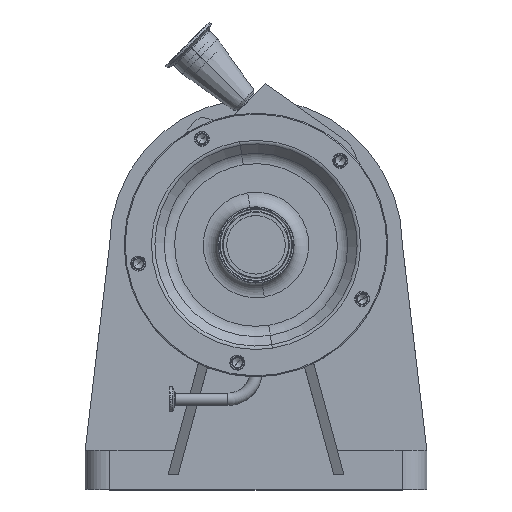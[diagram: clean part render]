
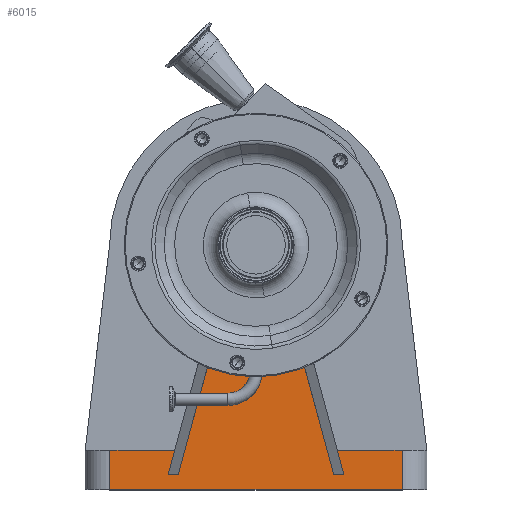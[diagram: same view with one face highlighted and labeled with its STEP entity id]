
A CAD part, top view. The second image highlights one B-rep face of the part: STEP entity #6015.
In plain terms, the highlighted planar face has unit normal (0, 0, 1).
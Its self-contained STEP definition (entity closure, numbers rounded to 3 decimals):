
#22 = DIRECTION ( 'NONE',  ( -1., 0., 0. ) ) ;
#241 = VERTEX_POINT ( 'NONE', #2461 ) ;
#408 = DIRECTION ( 'NONE',  ( 0.262, 0.965, 0. ) ) ;
#653 = VECTOR ( 'NONE', #10229, 1000. ) ;
#748 = VERTEX_POINT ( 'NONE', #9283 ) ;
#759 = LINE ( 'NONE', #11234, #3160 ) ;
#967 = CARTESIAN_POINT ( 'NONE',  ( 0., 15., -80. ) ) ;
#992 = ORIENTED_EDGE ( 'NONE', *, *, #8306, .T. ) ;
#1045 = CARTESIAN_POINT ( 'NONE',  ( 0., 250., -80. ) ) ;
#1064 = CARTESIAN_POINT ( 'NONE',  ( 83.204, 40., -80. ) ) ;
#1207 = VECTOR ( 'NONE', #1658, 1000. ) ;
#1539 = VECTOR ( 'NONE', #10962, 1000. ) ;
#1602 = CARTESIAN_POINT ( 'NONE',  ( -149.6, 40., -80. ) ) ;
#1658 = DIRECTION ( 'NONE',  ( 0., -1., 0. ) ) ;
#1665 = CARTESIAN_POINT ( 'NONE',  ( 149.6, 40., -80. ) ) ;
#2044 = VERTEX_POINT ( 'NONE', #1064 ) ;
#2100 = VECTOR ( 'NONE', #2455, 1000. ) ;
#2244 = VERTEX_POINT ( 'NONE', #3430 ) ;
#2274 = LINE ( 'NONE', #9870, #3219 ) ;
#2324 = LINE ( 'NONE', #6115, #2912 ) ;
#2419 = LINE ( 'NONE', #5206, #8028 ) ;
#2422 = ORIENTED_EDGE ( 'NONE', *, *, #11407, .T. ) ;
#2455 = DIRECTION ( 'NONE',  ( 1., 0., 0. ) ) ;
#2461 = CARTESIAN_POINT ( 'NONE',  ( -149.6, 0., -80. ) ) ;
#2480 = CARTESIAN_POINT ( 'NONE',  ( 90., 15., -80. ) ) ;
#2501 = CARTESIAN_POINT ( 'NONE',  ( -149.6, 40., -80. ) ) ;
#2873 = ORIENTED_EDGE ( 'NONE', *, *, #7085, .F. ) ;
#2912 = VECTOR ( 'NONE', #408, 1000. ) ;
#3098 = CIRCLE ( 'NONE', #10757, 100. ) ;
#3160 = VECTOR ( 'NONE', #6595, 1000. ) ;
#3219 = VECTOR ( 'NONE', #6889, 1000. ) ;
#3289 = VECTOR ( 'NONE', #5818, 1000. ) ;
#3430 = CARTESIAN_POINT ( 'NONE',  ( 149.6, 40., -80. ) ) ;
#3657 = EDGE_CURVE ( 'NONE', #10504, #8932, #4525, .T. ) ;
#3748 = EDGE_LOOP ( 'NONE', ( #992, #4646, #6695, #11032, #2422, #9578, #2873, #4061, #7347, #6529, #7766, #5585 ) ) ;
#3768 = VERTEX_POINT ( 'NONE', #2501 ) ;
#3770 = DIRECTION ( 'NONE',  ( 1., 0., 0. ) ) ;
#4061 = ORIENTED_EDGE ( 'NONE', *, *, #6700, .F. ) ;
#4383 = AXIS2_PLACEMENT_3D ( 'NONE', #1665, #5444, #8231 ) ;
#4465 = CARTESIAN_POINT ( 'NONE',  ( -90., 15., -80. ) ) ;
#4525 = LINE ( 'NONE', #4465, #653 ) ;
#4611 = CARTESIAN_POINT ( 'NONE',  ( 40.6, 158.613, -80. ) ) ;
#4646 = ORIENTED_EDGE ( 'NONE', *, *, #3657, .F. ) ;
#4923 = EDGE_CURVE ( 'NONE', #3768, #748, #10133, .T. ) ;
#4935 = EDGE_CURVE ( 'NONE', #2044, #7148, #759, .T. ) ;
#5206 = CARTESIAN_POINT ( 'NONE',  ( 149.6, 40., -80. ) ) ;
#5444 = DIRECTION ( 'NONE',  ( 0., 0., -1. ) ) ;
#5526 = VECTOR ( 'NONE', #9340, 1000. ) ;
#5585 = ORIENTED_EDGE ( 'NONE', *, *, #7301, .T. ) ;
#5818 = DIRECTION ( 'NONE',  ( 1., 0., 0. ) ) ;
#5863 = EDGE_CURVE ( 'NONE', #9109, #7811, #2274, .T. ) ;
#6015 = ADVANCED_FACE ( 'NONE', ( #7250 ), #10966, .F. ) ;
#6027 = VERTEX_POINT ( 'NONE', #12023 ) ;
#6115 = CARTESIAN_POINT ( 'NONE',  ( -67.186, 98.928, -80. ) ) ;
#6319 = CARTESIAN_POINT ( 'NONE',  ( -40.6, 158.613, -80. ) ) ;
#6529 = ORIENTED_EDGE ( 'NONE', *, *, #11579, .F. ) ;
#6584 = LINE ( 'NONE', #11411, #3289 ) ;
#6595 = DIRECTION ( 'NONE',  ( 0.262, -0.965, 0. ) ) ;
#6640 = EDGE_CURVE ( 'NONE', #10504, #748, #2324, .T. ) ;
#6641 = DIRECTION ( 'NONE',  ( 0., 0., -1. ) ) ;
#6695 = ORIENTED_EDGE ( 'NONE', *, *, #6640, .T. ) ;
#6700 = EDGE_CURVE ( 'NONE', #2044, #2244, #8948, .T. ) ;
#6889 = DIRECTION ( 'NONE',  ( -0.262, 0.965, 0. ) ) ;
#6900 = CARTESIAN_POINT ( 'NONE',  ( 79.637, 15., -80. ) ) ;
#7085 = EDGE_CURVE ( 'NONE', #2244, #6027, #2419, .T. ) ;
#7148 = VERTEX_POINT ( 'NONE', #2480 ) ;
#7234 = CARTESIAN_POINT ( 'NONE',  ( 149.6, 40., -80. ) ) ;
#7243 = LINE ( 'NONE', #1602, #1207 ) ;
#7249 = EDGE_CURVE ( 'NONE', #241, #6027, #6584, .T. ) ;
#7250 = FACE_OUTER_BOUND ( 'NONE', #3748, .T. ) ;
#7301 = EDGE_CURVE ( 'NONE', #7811, #11537, #3098, .T. ) ;
#7347 = ORIENTED_EDGE ( 'NONE', *, *, #4935, .T. ) ;
#7766 = ORIENTED_EDGE ( 'NONE', *, *, #5863, .T. ) ;
#7811 = VERTEX_POINT ( 'NONE', #4611 ) ;
#8028 = VECTOR ( 'NONE', #9031, 1000. ) ;
#8231 = DIRECTION ( 'NONE',  ( -1., 0., 0. ) ) ;
#8306 = EDGE_CURVE ( 'NONE', #11537, #8932, #11833, .T. ) ;
#8334 = VECTOR ( 'NONE', #3770, 1000. ) ;
#8932 = VERTEX_POINT ( 'NONE', #9285 ) ;
#8948 = LINE ( 'NONE', #7234, #2100 ) ;
#9031 = DIRECTION ( 'NONE',  ( 0., -1., 0. ) ) ;
#9109 = VERTEX_POINT ( 'NONE', #6900 ) ;
#9214 = CARTESIAN_POINT ( 'NONE',  ( 149.6, 40., -80. ) ) ;
#9283 = CARTESIAN_POINT ( 'NONE',  ( -83.204, 40., -80. ) ) ;
#9285 = CARTESIAN_POINT ( 'NONE',  ( -79.637, 15., -80. ) ) ;
#9340 = DIRECTION ( 'NONE',  ( 1., 0., 0. ) ) ;
#9578 = ORIENTED_EDGE ( 'NONE', *, *, #7249, .T. ) ;
#9870 = CARTESIAN_POINT ( 'NONE',  ( 80.35, 12.377, -80. ) ) ;
#10133 = LINE ( 'NONE', #9214, #5526 ) ;
#10229 = DIRECTION ( 'NONE',  ( 1., 0., 0. ) ) ;
#10333 = LINE ( 'NONE', #967, #8334 ) ;
#10504 = VERTEX_POINT ( 'NONE', #11515 ) ;
#10520 = CARTESIAN_POINT ( 'NONE',  ( -40.6, 158.613, -80. ) ) ;
#10757 = AXIS2_PLACEMENT_3D ( 'NONE', #1045, #6641, #22 ) ;
#10962 = DIRECTION ( 'NONE',  ( -0.262, -0.965, 0. ) ) ;
#10966 = PLANE ( 'NONE',  #4383 ) ;
#11032 = ORIENTED_EDGE ( 'NONE', *, *, #4923, .F. ) ;
#11234 = CARTESIAN_POINT ( 'NONE',  ( 87.773, 23.194, -80. ) ) ;
#11407 = EDGE_CURVE ( 'NONE', #3768, #241, #7243, .T. ) ;
#11411 = CARTESIAN_POINT ( 'NONE',  ( 149.6, 0., -80. ) ) ;
#11515 = CARTESIAN_POINT ( 'NONE',  ( -90., 15., -80. ) ) ;
#11537 = VERTEX_POINT ( 'NONE', #10520 ) ;
#11579 = EDGE_CURVE ( 'NONE', #9109, #7148, #10333, .T. ) ;
#11833 = LINE ( 'NONE', #6319, #1539 ) ;
#12023 = CARTESIAN_POINT ( 'NONE',  ( 149.6, 0., -80. ) ) ;
